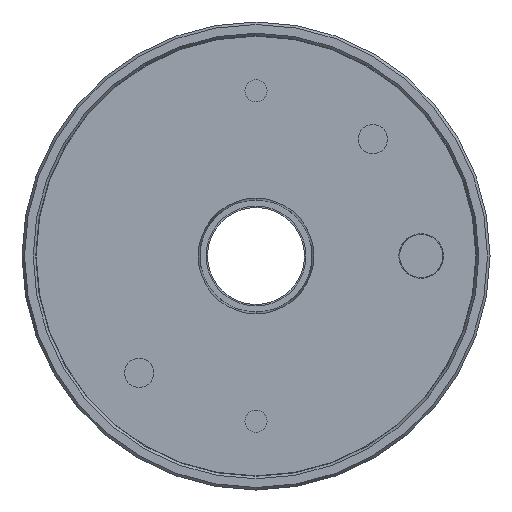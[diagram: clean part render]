
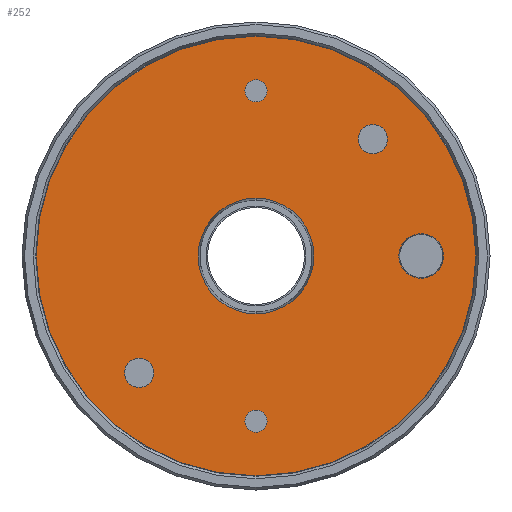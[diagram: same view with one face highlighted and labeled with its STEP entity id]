
A CAD part, front view. The second image highlights one B-rep face of the part: STEP entity #252.
In plain terms, the highlighted planar face has unit normal (0, -1, 0).
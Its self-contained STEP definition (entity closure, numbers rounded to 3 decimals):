
#18 = CIRCLE ( 'NONE', #1591, 5.144 ) ;
#39 = FACE_BOUND ( 'NONE', #201, .T. ) ;
#41 = DIRECTION ( 'NONE',  ( 0., -1., 0. ) ) ;
#48 = ORIENTED_EDGE ( 'NONE', *, *, #1214, .F. ) ;
#69 = CARTESIAN_POINT ( 'NONE',  ( 0., 0., 0. ) ) ;
#105 = DIRECTION ( 'NONE',  ( 0., 0., 1. ) ) ;
#121 = VERTEX_POINT ( 'NONE', #2201 ) ;
#146 = EDGE_LOOP ( 'NONE', ( #2042 ) ) ;
#175 = VERTEX_POINT ( 'NONE', #733 ) ;
#199 = CARTESIAN_POINT ( 'NONE',  ( 0., 0., -13.335 ) ) ;
#201 = EDGE_LOOP ( 'NONE', ( #871 ) ) ;
#225 = DIRECTION ( 'NONE',  ( 0., -1., 0. ) ) ;
#229 = PLANE ( 'NONE',  #948 ) ;
#238 = EDGE_LOOP ( 'NONE', ( #48 ) ) ;
#252 = ADVANCED_FACE ( 'NONE', ( #2170, #470, #39, #772, #423, #1148, #1945 ), #229, .F. ) ;
#269 = DIRECTION ( 'NONE',  ( 0., -1., 0. ) ) ;
#282 = CARTESIAN_POINT ( 'NONE',  ( -26.941, 0., -26.941 ) ) ;
#315 = DIRECTION ( 'NONE',  ( 0., 0., -1. ) ) ;
#328 = EDGE_CURVE ( 'NONE', #175, #175, #18, .T. ) ;
#402 = CARTESIAN_POINT ( 'NONE',  ( -26.941, 0., -30.314 ) ) ;
#413 = CIRCLE ( 'NONE', #2117, 13.335 ) ;
#423 = FACE_BOUND ( 'NONE', #1284, .T. ) ;
#470 = FACE_BOUND ( 'NONE', #1694, .T. ) ;
#553 = EDGE_CURVE ( 'NONE', #1108, #1108, #1668, .T. ) ;
#630 = DIRECTION ( 'NONE',  ( 0., 0., -1. ) ) ;
#664 = VERTEX_POINT ( 'NONE', #2365 ) ;
#733 = CARTESIAN_POINT ( 'NONE',  ( 38.1, 0., -5.144 ) ) ;
#772 = FACE_BOUND ( 'NONE', #1256, .T. ) ;
#871 = ORIENTED_EDGE ( 'NONE', *, *, #2301, .F. ) ;
#872 = DIRECTION ( 'NONE',  ( 0., -1., 0. ) ) ;
#891 = DIRECTION ( 'NONE',  ( 0., -1., 0. ) ) ;
#948 = AXIS2_PLACEMENT_3D ( 'NONE', #1059, #1241, #105 ) ;
#951 = ORIENTED_EDGE ( 'NONE', *, *, #2261, .F. ) ;
#975 = EDGE_CURVE ( 'NONE', #1120, #1120, #2282, .T. ) ;
#987 = CIRCLE ( 'NONE', #1433, 2.553 ) ;
#995 = DIRECTION ( 'NONE',  ( 0., 0., -1. ) ) ;
#1036 = DIRECTION ( 'NONE',  ( 0., 0., -1. ) ) ;
#1058 = AXIS2_PLACEMENT_3D ( 'NONE', #1539, #1581, #995 ) ;
#1059 = CARTESIAN_POINT ( 'NONE',  ( 0., 0., 0. ) ) ;
#1108 = VERTEX_POINT ( 'NONE', #2243 ) ;
#1120 = VERTEX_POINT ( 'NONE', #402 ) ;
#1148 = FACE_BOUND ( 'NONE', #238, .T. ) ;
#1187 = ORIENTED_EDGE ( 'NONE', *, *, #328, .F. ) ;
#1214 = EDGE_CURVE ( 'NONE', #1520, #1520, #413, .T. ) ;
#1241 = DIRECTION ( 'NONE',  ( 0., 1., 0. ) ) ;
#1256 = EDGE_LOOP ( 'NONE', ( #951 ) ) ;
#1284 = EDGE_LOOP ( 'NONE', ( #1187 ) ) ;
#1332 = DIRECTION ( 'NONE',  ( 0., 0., -1. ) ) ;
#1387 = AXIS2_PLACEMENT_3D ( 'NONE', #282, #1434, #1036 ) ;
#1433 = AXIS2_PLACEMENT_3D ( 'NONE', #1859, #891, #1663 ) ;
#1434 = DIRECTION ( 'NONE',  ( 0., -1., 0. ) ) ;
#1520 = VERTEX_POINT ( 'NONE', #199 ) ;
#1539 = CARTESIAN_POINT ( 'NONE',  ( 26.941, 0., 26.941 ) ) ;
#1559 = AXIS2_PLACEMENT_3D ( 'NONE', #1574, #269, #630 ) ;
#1574 = CARTESIAN_POINT ( 'NONE',  ( 0., 0., 38.1 ) ) ;
#1581 = DIRECTION ( 'NONE',  ( 0., -1., 0. ) ) ;
#1591 = AXIS2_PLACEMENT_3D ( 'NONE', #2026, #872, #315 ) ;
#1663 = DIRECTION ( 'NONE',  ( 0., 0., -1. ) ) ;
#1668 = CIRCLE ( 'NONE', #1058, 3.374 ) ;
#1694 = EDGE_LOOP ( 'NONE', ( #1955 ) ) ;
#1754 = CARTESIAN_POINT ( 'NONE',  ( 0., 0., 0. ) ) ;
#1773 = VERTEX_POINT ( 'NONE', #1993 ) ;
#1783 = EDGE_LOOP ( 'NONE', ( #2008 ) ) ;
#1859 = CARTESIAN_POINT ( 'NONE',  ( 0., 0., -38.1 ) ) ;
#1889 = CIRCLE ( 'NONE', #2394, 50.698 ) ;
#1934 = CIRCLE ( 'NONE', #1559, 2.553 ) ;
#1945 = FACE_OUTER_BOUND ( 'NONE', #1783, .T. ) ;
#1955 = ORIENTED_EDGE ( 'NONE', *, *, #975, .F. ) ;
#1993 = CARTESIAN_POINT ( 'NONE',  ( 0., 0., 35.547 ) ) ;
#2008 = ORIENTED_EDGE ( 'NONE', *, *, #2324, .T. ) ;
#2026 = CARTESIAN_POINT ( 'NONE',  ( 38.1, 0., 0. ) ) ;
#2042 = ORIENTED_EDGE ( 'NONE', *, *, #553, .F. ) ;
#2108 = DIRECTION ( 'NONE',  ( 0., 0., -1. ) ) ;
#2117 = AXIS2_PLACEMENT_3D ( 'NONE', #69, #225, #1332 ) ;
#2170 = FACE_BOUND ( 'NONE', #146, .T. ) ;
#2201 = CARTESIAN_POINT ( 'NONE',  ( 0., 0., -50.698 ) ) ;
#2243 = CARTESIAN_POINT ( 'NONE',  ( 26.941, 0., 23.567 ) ) ;
#2261 = EDGE_CURVE ( 'NONE', #664, #664, #987, .T. ) ;
#2282 = CIRCLE ( 'NONE', #1387, 3.374 ) ;
#2301 = EDGE_CURVE ( 'NONE', #1773, #1773, #1934, .T. ) ;
#2324 = EDGE_CURVE ( 'NONE', #121, #121, #1889, .T. ) ;
#2365 = CARTESIAN_POINT ( 'NONE',  ( 0., 0., -40.653 ) ) ;
#2394 = AXIS2_PLACEMENT_3D ( 'NONE', #1754, #41, #2108 ) ;
